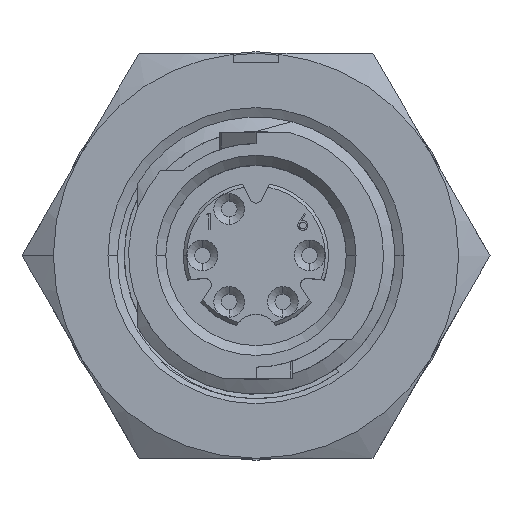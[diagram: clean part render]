
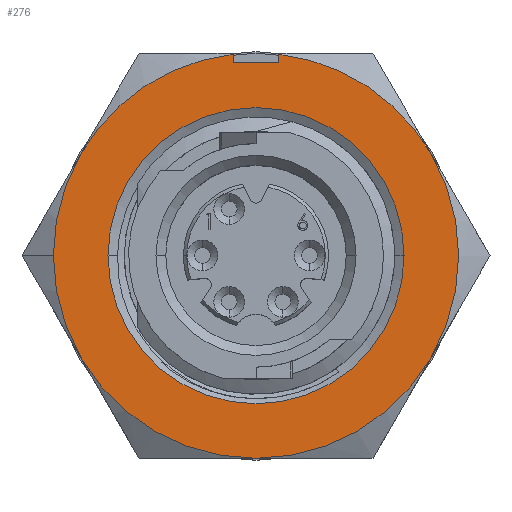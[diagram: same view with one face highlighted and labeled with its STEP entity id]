
A CAD part, top view. The second image highlights one B-rep face of the part: STEP entity #276.
In plain terms, the highlighted planar face has unit normal (0, 0, 1).
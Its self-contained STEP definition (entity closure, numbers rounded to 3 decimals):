
#276 = ADVANCED_FACE ( 'NONE', ( #10477, #13947 ), #891, .F. ) ;
#320 = DIRECTION ( 'NONE',  ( 0., 0., -1. ) ) ;
#327 = CARTESIAN_POINT ( 'NONE',  ( 6.819, 3.937, 10.236 ) ) ;
#341 = EDGE_CURVE ( 'NONE', #9439, #7981, #4371, .T. ) ;
#451 = DIRECTION ( 'NONE',  ( 0., 0., -1. ) ) ;
#464 = VERTEX_POINT ( 'NONE', #6600 ) ;
#891 = PLANE ( 'NONE',  #13194 ) ;
#1081 = ORIENTED_EDGE ( 'NONE', *, *, #2345, .F. ) ;
#1143 = LINE ( 'NONE', #2309, #5905 ) ;
#1329 = DIRECTION ( 'NONE',  ( 1., 0., 0. ) ) ;
#1396 = ORIENTED_EDGE ( 'NONE', *, *, #9582, .T. ) ;
#1404 = DIRECTION ( 'NONE',  ( 0., 0., -1. ) ) ;
#1505 = DIRECTION ( 'NONE',  ( 0., 0., -1. ) ) ;
#1516 = CIRCLE ( 'NONE', #5496, 7.874 ) ;
#1545 = AXIS2_PLACEMENT_3D ( 'NONE', #12038, #10937, #8246 ) ;
#1799 = DIRECTION ( 'NONE',  ( 1., 0., 0. ) ) ;
#2177 = CIRCLE ( 'NONE', #12795, 7.874 ) ;
#2309 = CARTESIAN_POINT ( 'NONE',  ( -0.889, -8.938, 10.236 ) ) ;
#2313 = CIRCLE ( 'NONE', #3043, 7.874 ) ;
#2345 = EDGE_CURVE ( 'NONE', #13097, #10677, #2564, .T. ) ;
#2360 = CARTESIAN_POINT ( 'NONE',  ( 0., 0., 10.236 ) ) ;
#2494 = VERTEX_POINT ( 'NONE', #327 ) ;
#2564 = CIRCLE ( 'NONE', #4553, 7.874 ) ;
#2574 = CARTESIAN_POINT ( 'NONE',  ( 0.889, -7.493, 10.236 ) ) ;
#2700 = DIRECTION ( 'NONE',  ( 1., 0., 0. ) ) ;
#2913 = DIRECTION ( 'NONE',  ( 1., 0., 0. ) ) ;
#3032 = DIRECTION ( 'NONE',  ( -1., 0., 0. ) ) ;
#3043 = AXIS2_PLACEMENT_3D ( 'NONE', #3388, #11513, #5631 ) ;
#3051 = CARTESIAN_POINT ( 'NONE',  ( 0., 0., 10.236 ) ) ;
#3123 = AXIS2_PLACEMENT_3D ( 'NONE', #8891, #12471, #4110 ) ;
#3272 = LINE ( 'NONE', #15012, #11832 ) ;
#3388 = CARTESIAN_POINT ( 'NONE',  ( 0., 0., 10.236 ) ) ;
#3414 = EDGE_CURVE ( 'NONE', #12861, #2494, #1516, .T. ) ;
#3562 = ORIENTED_EDGE ( 'NONE', *, *, #4588, .F. ) ;
#3966 = DIRECTION ( 'NONE',  ( 1., 0., 0. ) ) ;
#4011 = CARTESIAN_POINT ( 'NONE',  ( 0., 0., 10.236 ) ) ;
#4110 = DIRECTION ( 'NONE',  ( 1., 0., 0. ) ) ;
#4368 = EDGE_CURVE ( 'NONE', #11634, #9439, #2313, .T. ) ;
#4371 = LINE ( 'NONE', #9079, #5040 ) ;
#4417 = ORIENTED_EDGE ( 'NONE', *, *, #4368, .F. ) ;
#4553 = AXIS2_PLACEMENT_3D ( 'NONE', #3051, #5288, #1799 ) ;
#4588 = EDGE_CURVE ( 'NONE', #2494, #14739, #8223, .T. ) ;
#4756 = CARTESIAN_POINT ( 'NONE',  ( 0., 7.874, 10.236 ) ) ;
#5040 = VECTOR ( 'NONE', #13790, 1000. ) ;
#5089 = CIRCLE ( 'NONE', #7089, 7.874 ) ;
#5288 = DIRECTION ( 'NONE',  ( 0., 0., -1. ) ) ;
#5496 = AXIS2_PLACEMENT_3D ( 'NONE', #14324, #1404, #3966 ) ;
#5631 = DIRECTION ( 'NONE',  ( 1., 0., 0. ) ) ;
#5770 = DIRECTION ( 'NONE',  ( 0., -1., 0. ) ) ;
#5905 = VECTOR ( 'NONE', #9254, 1000. ) ;
#5988 = CARTESIAN_POINT ( 'NONE',  ( 0.889, -7.824, 10.236 ) ) ;
#6147 = CARTESIAN_POINT ( 'NONE',  ( -6.819, 3.937, 10.236 ) ) ;
#6186 = CARTESIAN_POINT ( 'NONE',  ( 0., 0., 10.236 ) ) ;
#6224 = EDGE_CURVE ( 'NONE', #11660, #12861, #2177, .T. ) ;
#6473 = VERTEX_POINT ( 'NONE', #9105 ) ;
#6600 = CARTESIAN_POINT ( 'NONE',  ( 5.753, 0., 10.236 ) ) ;
#7080 = DIRECTION ( 'NONE',  ( 0., 0., -1. ) ) ;
#7089 = AXIS2_PLACEMENT_3D ( 'NONE', #12122, #1505, #2913 ) ;
#7120 = CIRCLE ( 'NONE', #9072, 5.753 ) ;
#7318 = CIRCLE ( 'NONE', #11268, 5.753 ) ;
#7723 = EDGE_LOOP ( 'NONE', ( #1396, #9315 ) ) ;
#7981 = VERTEX_POINT ( 'NONE', #2574 ) ;
#8078 = DIRECTION ( 'NONE',  ( 0., 0., -1. ) ) ;
#8223 = CIRCLE ( 'NONE', #1545, 7.874 ) ;
#8246 = DIRECTION ( 'NONE',  ( 1., 0., 0. ) ) ;
#8280 = ORIENTED_EDGE ( 'NONE', *, *, #13006, .F. ) ;
#8456 = ORIENTED_EDGE ( 'NONE', *, *, #341, .F. ) ;
#8463 = CARTESIAN_POINT ( 'NONE',  ( 6.819, -3.937, 10.236 ) ) ;
#8891 = CARTESIAN_POINT ( 'NONE',  ( 0., 0., 10.236 ) ) ;
#8893 = ORIENTED_EDGE ( 'NONE', *, *, #6224, .F. ) ;
#9072 = AXIS2_PLACEMENT_3D ( 'NONE', #2360, #7080, #11801 ) ;
#9079 = CARTESIAN_POINT ( 'NONE',  ( 0.889, -8.938, 10.236 ) ) ;
#9105 = CARTESIAN_POINT ( 'NONE',  ( -5.753, 0., 10.236 ) ) ;
#9254 = DIRECTION ( 'NONE',  ( 0., -1., 0. ) ) ;
#9315 = ORIENTED_EDGE ( 'NONE', *, *, #12882, .T. ) ;
#9439 = VERTEX_POINT ( 'NONE', #5988 ) ;
#9582 = EDGE_CURVE ( 'NONE', #6473, #464, #7120, .T. ) ;
#9770 = CIRCLE ( 'NONE', #3123, 7.874 ) ;
#9910 = EDGE_CURVE ( 'NONE', #7981, #14737, #3272, .T. ) ;
#10372 = CARTESIAN_POINT ( 'NONE',  ( 7.874, 0., 10.236 ) ) ;
#10477 = FACE_BOUND ( 'NONE', #7723, .T. ) ;
#10585 = CARTESIAN_POINT ( 'NONE',  ( -0.889, -7.824, 10.236 ) ) ;
#10677 = VERTEX_POINT ( 'NONE', #14621 ) ;
#10748 = ORIENTED_EDGE ( 'NONE', *, *, #11292, .F. ) ;
#10937 = DIRECTION ( 'NONE',  ( 0., 0., -1. ) ) ;
#11218 = ORIENTED_EDGE ( 'NONE', *, *, #12492, .F. ) ;
#11268 = AXIS2_PLACEMENT_3D ( 'NONE', #6186, #320, #1329 ) ;
#11292 = EDGE_CURVE ( 'NONE', #14737, #13097, #1143, .T. ) ;
#11513 = DIRECTION ( 'NONE',  ( 0., 0., -1. ) ) ;
#11623 = CARTESIAN_POINT ( 'NONE',  ( -0.889, -7.493, 10.236 ) ) ;
#11624 = EDGE_LOOP ( 'NONE', ( #1081, #10748, #11736, #8456, #4417, #11218, #3562, #14843, #8893, #8280 ) ) ;
#11634 = VERTEX_POINT ( 'NONE', #8463 ) ;
#11660 = VERTEX_POINT ( 'NONE', #6147 ) ;
#11725 = CARTESIAN_POINT ( 'NONE',  ( 0., 15.748, 10.236 ) ) ;
#11736 = ORIENTED_EDGE ( 'NONE', *, *, #9910, .F. ) ;
#11801 = DIRECTION ( 'NONE',  ( 1., 0., 0. ) ) ;
#11832 = VECTOR ( 'NONE', #3032, 1000. ) ;
#12038 = CARTESIAN_POINT ( 'NONE',  ( 0., 0., 10.236 ) ) ;
#12122 = CARTESIAN_POINT ( 'NONE',  ( 0., 0., 10.236 ) ) ;
#12471 = DIRECTION ( 'NONE',  ( 0., 0., -1. ) ) ;
#12492 = EDGE_CURVE ( 'NONE', #14739, #11634, #5089, .T. ) ;
#12795 = AXIS2_PLACEMENT_3D ( 'NONE', #4011, #451, #2700 ) ;
#12861 = VERTEX_POINT ( 'NONE', #4756 ) ;
#12882 = EDGE_CURVE ( 'NONE', #464, #6473, #7318, .T. ) ;
#13006 = EDGE_CURVE ( 'NONE', #10677, #11660, #9770, .T. ) ;
#13097 = VERTEX_POINT ( 'NONE', #10585 ) ;
#13194 = AXIS2_PLACEMENT_3D ( 'NONE', #11725, #8078, #5770 ) ;
#13790 = DIRECTION ( 'NONE',  ( 0., 1., 0. ) ) ;
#13947 = FACE_OUTER_BOUND ( 'NONE', #11624, .T. ) ;
#14324 = CARTESIAN_POINT ( 'NONE',  ( 0., 0., 10.236 ) ) ;
#14621 = CARTESIAN_POINT ( 'NONE',  ( -6.819, -3.937, 10.236 ) ) ;
#14737 = VERTEX_POINT ( 'NONE', #11623 ) ;
#14739 = VERTEX_POINT ( 'NONE', #10372 ) ;
#14843 = ORIENTED_EDGE ( 'NONE', *, *, #3414, .F. ) ;
#15012 = CARTESIAN_POINT ( 'NONE',  ( 0.889, -7.493, 10.236 ) ) ;
